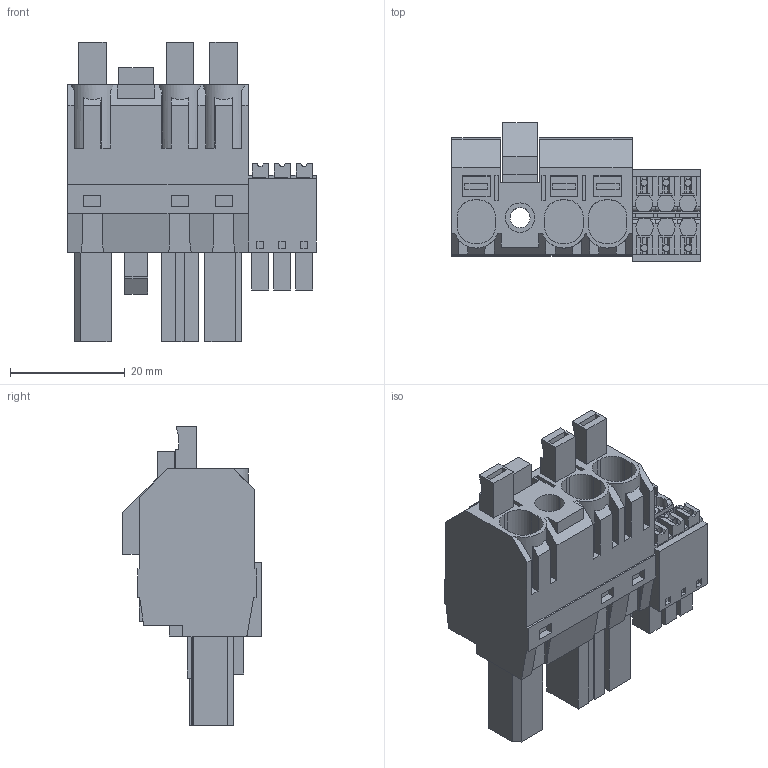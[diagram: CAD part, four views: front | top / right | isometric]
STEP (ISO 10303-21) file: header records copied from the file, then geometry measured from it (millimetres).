
FILE_DESCRIPTION(('CATIA V5 STEP Exchange','CAx-IF Rec.Pracs.--- Model Styling and Organization---1.4--- 2014-01-23'),'2;1');
FILE_NAME ('209127-3_1_2628730000_2628730000.stp','2023-09-07T12:39:34+00:00',('none'),('Weidmueller'),'CATIA Version 5-6 Release 2016 SP3 HF44','CATIA V5 STEP AP214','none');
FILE_SCHEMA(('AUTOMOTIVE_DESIGN { 1 0 10303 214 1 1 1 1 }'));
Length unit declared in the file: millimetre
Products named in the file (1): 2628730000
Bounding box: 43.22 x 24.13 x 52.11 mm (x, y, z)
Volume: 20295.5 mm3; surface area: 11764.1 mm2
Topology: 11 solids, 11 shells, 726 faces, 1986 edges, 1319 vertices
Faces by surface type: plane 653, cylinder 73
Entity records: 21781 total; most frequent: CARTESIAN_POINT 4276, ORIENTED_EDGE 3972, DIRECTION 2942, EDGE_CURVE 1986, VECTOR 1766, LINE 1766, VERTEX_POINT 1319, EDGE_LOOP 777
